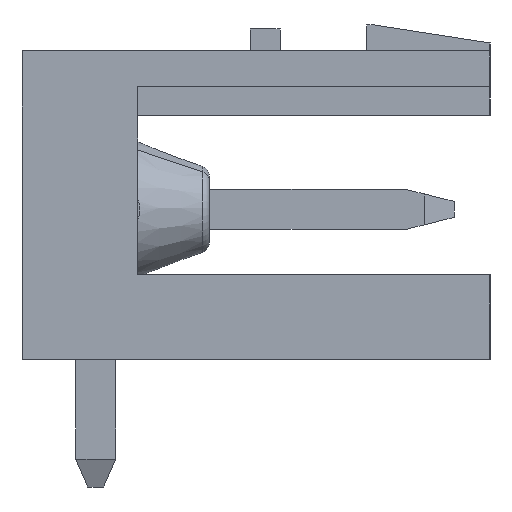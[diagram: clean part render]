
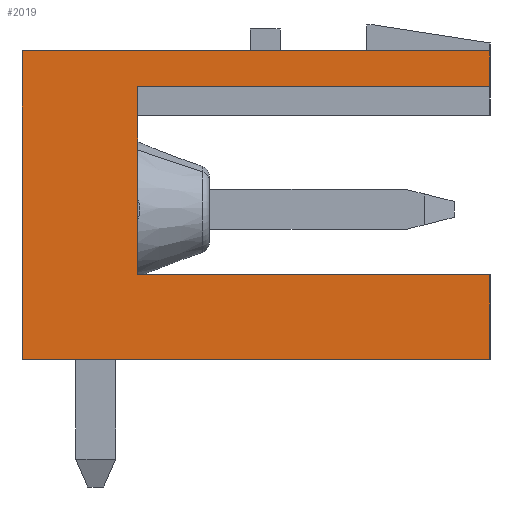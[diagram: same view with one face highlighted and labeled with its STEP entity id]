
A CAD part, left-side view. The second image highlights one B-rep face of the part: STEP entity #2019.
In plain terms, the highlighted planar face has unit normal (-1, 0, 0).
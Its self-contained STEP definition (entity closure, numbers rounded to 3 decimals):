
#1983=AXIS2_PLACEMENT_3D('Plane Axis2P3D',#1980,#1981,#1982) ;
#361=CARTESIAN_POINT('Vertex',(0.,0.,5.33)) ;
#364=CARTESIAN_POINT('Line Origine',(0.,0.,4.265)) ;
#368=CARTESIAN_POINT('Vertex',(0.,0.,3.2)) ;
#1048=CARTESIAN_POINT('Vertex',(0.,11.75,10.95)) ;
#1051=CARTESIAN_POINT('Line Origine',(0.,4.705,10.95)) ;
#1055=CARTESIAN_POINT('Vertex',(0.,0.,10.95)) ;
#1613=CARTESIAN_POINT('Line Origine',(0.,0.,10.5)) ;
#1617=CARTESIAN_POINT('Vertex',(0.,0.,10.05)) ;
#1965=CARTESIAN_POINT('Vertex',(0.,8.85,5.33)) ;
#1968=CARTESIAN_POINT('Line Origine',(0.,4.425,5.33)) ;
#1980=CARTESIAN_POINT('Axis2P3D Location',(0.,0.,0.)) ;
#1985=CARTESIAN_POINT('Line Origine',(0.,11.75,7.075)) ;
#1989=CARTESIAN_POINT('Vertex',(0.,11.75,3.2)) ;
#1992=CARTESIAN_POINT('Line Origine',(0.,5.875,3.2)) ;
#1997=CARTESIAN_POINT('Line Origine',(0.,8.85,7.69)) ;
#2001=CARTESIAN_POINT('Vertex',(0.,8.85,10.05)) ;
#2004=CARTESIAN_POINT('Line Origine',(0.,4.425,10.05)) ;
#365=DIRECTION('Vector Direction',(0.,0.,-1.)) ;
#1052=DIRECTION('Vector Direction',(0.,-1.,0.)) ;
#1614=DIRECTION('Vector Direction',(0.,0.,-1.)) ;
#1969=DIRECTION('Vector Direction',(0.,1.,0.)) ;
#1981=DIRECTION('Axis2P3D Direction',(-1.,0.,0.)) ;
#1982=DIRECTION('Axis2P3D XDirection',(0.,-1.,0.)) ;
#1986=DIRECTION('Vector Direction',(0.,0.,1.)) ;
#1993=DIRECTION('Vector Direction',(0.,1.,0.)) ;
#1998=DIRECTION('Vector Direction',(0.,0.,-1.)) ;
#2005=DIRECTION('Vector Direction',(0.,1.,0.)) ;
#366=VECTOR('Line Direction',#365,1.) ;
#1053=VECTOR('Line Direction',#1052,1.) ;
#1615=VECTOR('Line Direction',#1614,1.) ;
#1970=VECTOR('Line Direction',#1969,1.) ;
#1987=VECTOR('Line Direction',#1986,1.) ;
#1994=VECTOR('Line Direction',#1993,1.) ;
#1999=VECTOR('Line Direction',#1998,1.) ;
#2006=VECTOR('Line Direction',#2005,1.) ;
#2010=ORIENTED_EDGE('',*,*,#1057,.F.) ;
#2011=ORIENTED_EDGE('',*,*,#1991,.F.) ;
#2012=ORIENTED_EDGE('',*,*,#1996,.T.) ;
#2013=ORIENTED_EDGE('',*,*,#370,.T.) ;
#2014=ORIENTED_EDGE('',*,*,#1972,.T.) ;
#2015=ORIENTED_EDGE('',*,*,#2003,.F.) ;
#2016=ORIENTED_EDGE('',*,*,#2008,.F.) ;
#2017=ORIENTED_EDGE('',*,*,#1619,.T.) ;
#2019=ADVANCED_FACE('HOUSING',(#2018),#1984,.T.) ;
#370=EDGE_CURVE('',#369,#362,#367,.F.) ;
#1057=EDGE_CURVE('',#1049,#1056,#1054,.T.) ;
#1619=EDGE_CURVE('',#1618,#1056,#1616,.F.) ;
#1972=EDGE_CURVE('',#362,#1966,#1971,.T.) ;
#1991=EDGE_CURVE('',#1990,#1049,#1988,.T.) ;
#1996=EDGE_CURVE('',#1990,#369,#1995,.F.) ;
#2003=EDGE_CURVE('',#2002,#1966,#2000,.T.) ;
#2008=EDGE_CURVE('',#1618,#2002,#2007,.T.) ;
#2009=EDGE_LOOP('',(#2010,#2011,#2012,#2013,#2014,#2015,#2016,#2017)) ;
#2018=FACE_OUTER_BOUND('',#2009,.T.) ;
#367=LINE('Line',#364,#366) ;
#1054=LINE('Line',#1051,#1053) ;
#1616=LINE('Line',#1613,#1615) ;
#1971=LINE('Line',#1968,#1970) ;
#1988=LINE('Line',#1985,#1987) ;
#1995=LINE('Line',#1992,#1994) ;
#2000=LINE('Line',#1997,#1999) ;
#2007=LINE('Line',#2004,#2006) ;
#1984=PLANE('',#1983) ;
#362=VERTEX_POINT('',#361) ;
#369=VERTEX_POINT('',#368) ;
#1049=VERTEX_POINT('',#1048) ;
#1056=VERTEX_POINT('',#1055) ;
#1618=VERTEX_POINT('',#1617) ;
#1966=VERTEX_POINT('',#1965) ;
#1990=VERTEX_POINT('',#1989) ;
#2002=VERTEX_POINT('',#2001) ;
